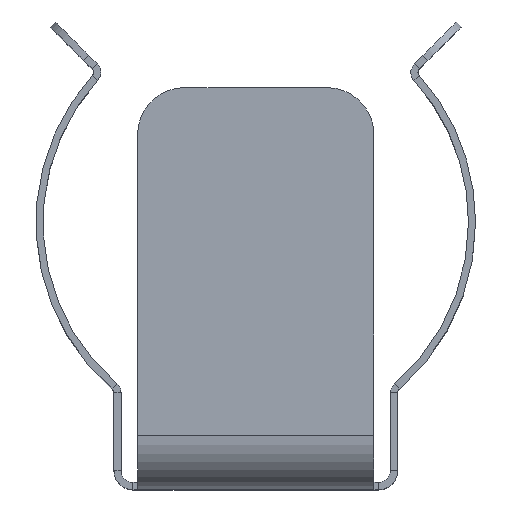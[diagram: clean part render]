
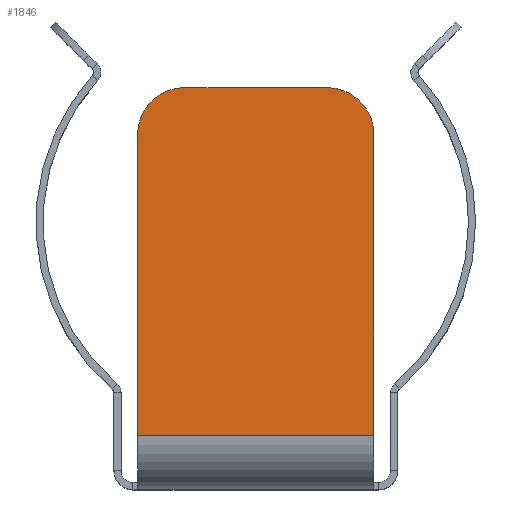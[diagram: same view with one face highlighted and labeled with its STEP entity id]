
A CAD part, top view. The second image highlights one B-rep face of the part: STEP entity #1846.
In plain terms, the highlighted planar face has unit normal (0, 0, 1).
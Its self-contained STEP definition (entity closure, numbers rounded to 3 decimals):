
#773=CARTESIAN_POINT('',(-5.0,-9.0,0.8));
#774=VERTEX_POINT('',#773);
#806=CARTESIAN_POINT('',(-5.0,3.7,0.8));
#807=VERTEX_POINT('',#806);
#808=CARTESIAN_POINT('',(-5.0,3.7,0.8));
#809=DIRECTION('',(-0.0,-1.0,-0.0));
#810=VECTOR('',#809,12.7);
#811=LINE('',#808,#810);
#812=EDGE_CURVE('',#807,#774,#811,.T.);
#837=CARTESIAN_POINT('',(-3.0,5.7,0.8));
#838=VERTEX_POINT('',#837);
#839=CARTESIAN_POINT('',(-3.0,3.7,0.8));
#840=DIRECTION('',(-0.0,-0.0,-1.0));
#841=DIRECTION('',(1.0,0.0,-0.0));
#842=AXIS2_PLACEMENT_3D('',#839,#840,#841);
#843=CIRCLE('',#842,2.0);
#844=EDGE_CURVE('',#807,#838,#843,.T.);
#870=CARTESIAN_POINT('',(3.0,5.7,0.8));
#871=VERTEX_POINT('',#870);
#872=CARTESIAN_POINT('',(-3.0,5.7,0.8));
#873=DIRECTION('',(1.0,0.0,-0.0));
#874=VECTOR('',#873,6.0);
#875=LINE('',#872,#874);
#876=EDGE_CURVE('',#838,#871,#875,.T.);
#901=CARTESIAN_POINT('',(5.0,3.7,0.8));
#902=VERTEX_POINT('',#901);
#903=CARTESIAN_POINT('',(3.0,3.7,0.8));
#904=DIRECTION('',(-0.0,-0.0,-1.0));
#905=DIRECTION('',(1.0,0.0,-0.0));
#906=AXIS2_PLACEMENT_3D('',#903,#904,#905);
#907=CIRCLE('',#906,2.0);
#908=EDGE_CURVE('',#871,#902,#907,.T.);
#934=CARTESIAN_POINT('',(5.0,-9.0,0.8));
#935=VERTEX_POINT('',#934);
#936=CARTESIAN_POINT('',(5.0,-9.0,0.8));
#937=DIRECTION('',(0.0,1.0,0.0));
#938=VECTOR('',#937,12.7);
#939=LINE('',#936,#938);
#940=EDGE_CURVE('',#935,#902,#939,.T.);
#1823=CARTESIAN_POINT('',(-5.0,-9.0,0.8));
#1824=DIRECTION('',(1.0,0.0,-0.0));
#1825=VECTOR('',#1824,10.0);
#1826=LINE('',#1823,#1825);
#1827=EDGE_CURVE('',#774,#935,#1826,.T.);
#1833=CARTESIAN_POINT('',(-23.42,0.0,0.8));
#1834=DIRECTION('',(0.0,0.0,1.0));
#1835=DIRECTION('',(1.0,0.0,-0.0));
#1836=AXIS2_PLACEMENT_3D('',#1833,#1834,#1835);
#1837=PLANE('',#1836);
#1838=ORIENTED_EDGE('',*,*,#876,.F.);
#1839=ORIENTED_EDGE('',*,*,#844,.F.);
#1840=ORIENTED_EDGE('',*,*,#812,.T.);
#1841=ORIENTED_EDGE('',*,*,#1827,.T.);
#1842=ORIENTED_EDGE('',*,*,#940,.T.);
#1843=ORIENTED_EDGE('',*,*,#908,.F.);
#1844=EDGE_LOOP('',(#1838,#1839,#1840,#1841,#1842,#1843));
#1845=FACE_BOUND('',#1844,.T.);
#1846=ADVANCED_FACE('',(#1845),#1837,.T.);
